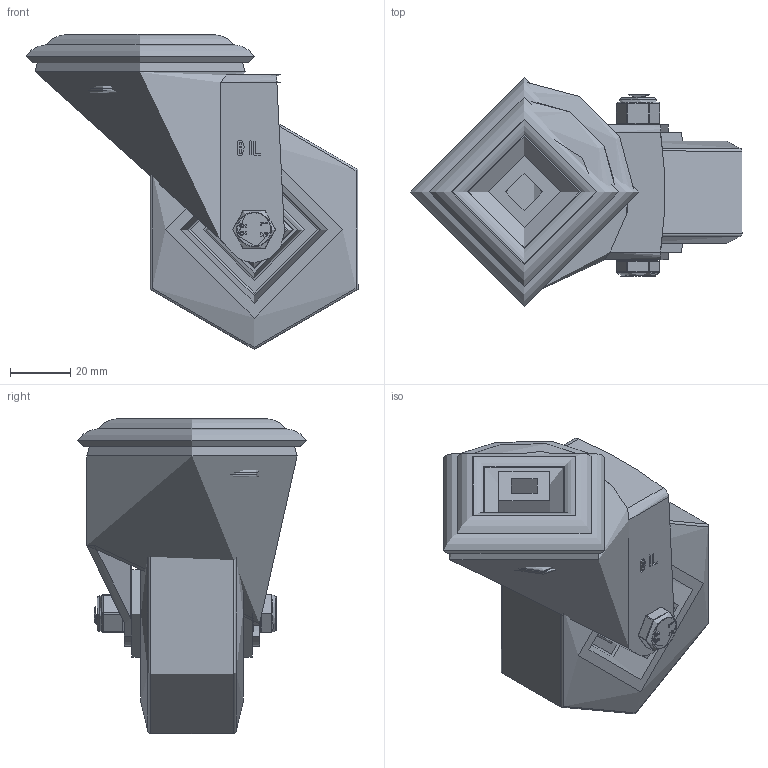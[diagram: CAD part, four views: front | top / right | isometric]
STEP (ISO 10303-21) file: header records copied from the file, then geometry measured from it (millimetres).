
FILE_DESCRIPTION(/* description */ (''),/* implementation_level */ '2;1');
FILE_NAME(/* name */ 'BZMM80LRNBBH12.step',/* time_stamp */ '2024-10-02T14:36:40+01:00',/* author */ (''),/* organization */ (''),/* preprocessor_version */ 'ST-DEVELOPER v20',/* originating_system */ 'Autodesk Translation Framework v13.20.0.188',/* authorisation */ '');
FILE_SCHEMA (('AUTOMOTIVE_DESIGN { 1 0 10303 214 3 1 1 }'));
Length unit declared in the file: millimetre
Products named in the file (19): BZMM80LRNBBH12; BZMM80ASBH12 v1; ZINC PLATED, PRESSED STEEL FORKS; ZINC PLATED, PRESSED STEEL TOP PLATE; BZML80WRNRB v1; 72 SHORE A ELASTIC RUBBER TYRE; NYLON RIM; ROLLER BEARING; CAGE; ribs; Component2; TUBEM12X40 v1; ZINC PLATED STEEL TUBE; HEXBOLTM8X55Z8.8 v2; GRADE 8.8 ZINC PLATED BOLT; NYLOCM8Z v1; NYLOC NUT; NUT; RUBBER
Assembly tree (25 placements, depth 5):
  BZMM80LRNBBH12
    BZMM80ASBH12 v1
      ZINC PLATED, PRESSED STEEL FORKS
      ZINC PLATED, PRESSED STEEL TOP PLATE
    BZML80WRNRB v1
      72 SHORE A ELASTIC RUBBER TYRE
      NYLON RIM
      ROLLER BEARING
        CAGE
        ribs
          Component2  x8
    TUBEM12X40 v1
      ZINC PLATED STEEL TUBE
    HEXBOLTM8X55Z8.8 v2
      GRADE 8.8 ZINC PLATED BOLT
    NYLOCM8Z v1
      NYLOC NUT
        NUT
        RUBBER
Bounding box: 110.64 x 76 x 105 mm (x, y, z)
Volume: 192206.1 mm3; surface area: 92390.2 mm2
Topology: 17 solids, 17 shells, 438 faces, 1054 edges, 655 vertices
Faces by surface type: plane 176, cylinder 154, bspline 38, torus 30, sphere 24, cone 16
Full cylindrical faces by diameter (mm): 0.664 x2, 3.75 x8, 6.446 x7, 7.866 x13, 8 x3, 8.2 x2, 8.4 x1, 8.6 x2, 11.5 x1, 11.9 x1, 12.1 x1, 12.2 x1, 12.5 x1, 19.5 x1, 20 x1, 21.313 x1, 24 x3, 26 x1, 38 x1, 49.5 x1, 59 x2, 65 x1, 70 x1, 72 x1, 80 x1
Entity records: 18672 total; most frequent: CARTESIAN_POINT 8358, DIRECTION 2062, ORIENTED_EDGE 2054, EDGE_CURVE 1027, AXIS2_PLACEMENT_3D 789, VERTEX_POINT 641, LINE 484, VECTOR 484
